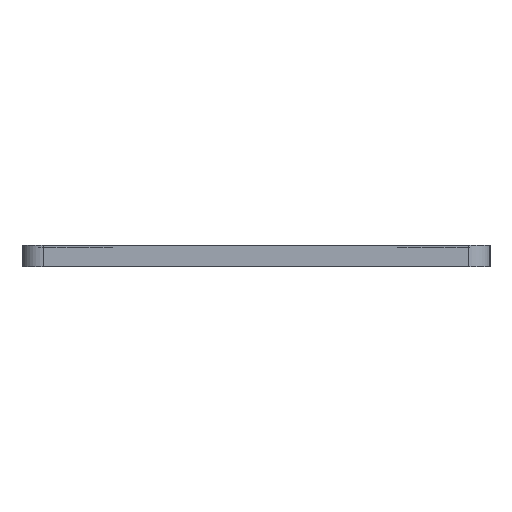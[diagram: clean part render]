
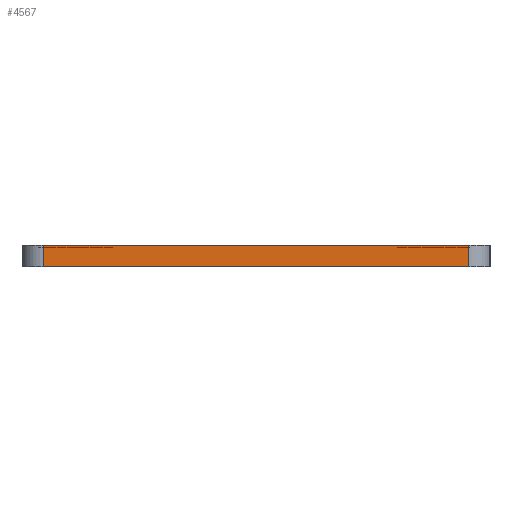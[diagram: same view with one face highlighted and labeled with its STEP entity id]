
A CAD part, left-side view. The second image highlights one B-rep face of the part: STEP entity #4567.
In plain terms, the highlighted planar face has unit normal (-1, 0, 0).
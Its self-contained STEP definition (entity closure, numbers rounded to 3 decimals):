
#73 = PLANE('',#74);
#74 = AXIS2_PLACEMENT_3D('',#75,#76,#77);
#75 = CARTESIAN_POINT('',(218.5,21.975,-2.));
#76 = DIRECTION('',(0.,0.,1.));
#77 = DIRECTION('',(1.,0.,-0.));
#132 = PLANE('',#133);
#133 = AXIS2_PLACEMENT_3D('',#134,#135,#136);
#134 = CARTESIAN_POINT('',(218.5,21.975,0.));
#135 = DIRECTION('',(0.,0.,1.));
#136 = DIRECTION('',(1.,0.,-0.));
#169 = CYLINDRICAL_SURFACE('',#170,2.);
#170 = AXIS2_PLACEMENT_3D('',#171,#172,#173);
#171 = CARTESIAN_POINT('',(2.,41.949,0.));
#172 = DIRECTION('',(-0.,0.,1.));
#173 = DIRECTION('',(1.,0.,-0.));
#306 = VERTEX_POINT('',#307);
#307 = CARTESIAN_POINT('',(0.,41.949,0.));
#333 = EDGE_CURVE('',#334,#306,#336,.T.);
#334 = VERTEX_POINT('',#335);
#335 = CARTESIAN_POINT('',(0.,2.,0.));
#336 = SURFACE_CURVE('',#337,(#341,#348),.PCURVE_S1.);
#337 = LINE('',#338,#339);
#338 = CARTESIAN_POINT('',(0.,2.,0.));
#339 = VECTOR('',#340,1.);
#340 = DIRECTION('',(0.,1.,0.));
#341 = PCURVE('',#132,#342);
#342 = DEFINITIONAL_REPRESENTATION('',(#343),#347);
#343 = LINE('',#344,#345);
#344 = CARTESIAN_POINT('',(-218.5,-19.975));
#345 = VECTOR('',#346,1.);
#346 = DIRECTION('',(0.,1.));
#347 = ( GEOMETRIC_REPRESENTATION_CONTEXT(2) 
PARAMETRIC_REPRESENTATION_CONTEXT() REPRESENTATION_CONTEXT('2D SPACE',''
  ) );
#348 = PCURVE('',#349,#354);
#349 = PLANE('',#350);
#350 = AXIS2_PLACEMENT_3D('',#351,#352,#353);
#351 = CARTESIAN_POINT('',(0.,2.,0.));
#352 = DIRECTION('',(1.,-0.,0.));
#353 = DIRECTION('',(0.,1.,0.));
#354 = DEFINITIONAL_REPRESENTATION('',(#355),#359);
#355 = LINE('',#356,#357);
#356 = CARTESIAN_POINT('',(0.,0.));
#357 = VECTOR('',#358,1.);
#358 = DIRECTION('',(1.,0.));
#359 = ( GEOMETRIC_REPRESENTATION_CONTEXT(2) 
PARAMETRIC_REPRESENTATION_CONTEXT() REPRESENTATION_CONTEXT('2D SPACE',''
  ) );
#382 = CYLINDRICAL_SURFACE('',#383,2.);
#383 = AXIS2_PLACEMENT_3D('',#384,#385,#386);
#384 = CARTESIAN_POINT('',(2.,2.,0.));
#385 = DIRECTION('',(-0.,0.,1.));
#386 = DIRECTION('',(1.,0.,-0.));
#2617 = VERTEX_POINT('',#2618);
#2618 = CARTESIAN_POINT('',(0.,41.949,-2.));
#2644 = EDGE_CURVE('',#2645,#2617,#2647,.T.);
#2645 = VERTEX_POINT('',#2646);
#2646 = CARTESIAN_POINT('',(0.,2.,-2.));
#2647 = SURFACE_CURVE('',#2648,(#2652,#2659),.PCURVE_S1.);
#2648 = LINE('',#2649,#2650);
#2649 = CARTESIAN_POINT('',(0.,2.,-2.));
#2650 = VECTOR('',#2651,1.);
#2651 = DIRECTION('',(0.,1.,0.));
#2652 = PCURVE('',#73,#2653);
#2653 = DEFINITIONAL_REPRESENTATION('',(#2654),#2658);
#2654 = LINE('',#2655,#2656);
#2655 = CARTESIAN_POINT('',(-218.5,-19.975));
#2656 = VECTOR('',#2657,1.);
#2657 = DIRECTION('',(0.,1.));
#2658 = ( GEOMETRIC_REPRESENTATION_CONTEXT(2) 
PARAMETRIC_REPRESENTATION_CONTEXT() REPRESENTATION_CONTEXT('2D SPACE',''
  ) );
#2659 = PCURVE('',#349,#2660);
#2660 = DEFINITIONAL_REPRESENTATION('',(#2661),#2665);
#2661 = LINE('',#2662,#2663);
#2662 = CARTESIAN_POINT('',(0.,-2.));
#2663 = VECTOR('',#2664,1.);
#2664 = DIRECTION('',(1.,0.));
#2665 = ( GEOMETRIC_REPRESENTATION_CONTEXT(2) 
PARAMETRIC_REPRESENTATION_CONTEXT() REPRESENTATION_CONTEXT('2D SPACE',''
  ) );
#4517 = EDGE_CURVE('',#306,#2617,#4518,.T.);
#4518 = SURFACE_CURVE('',#4519,(#4523,#4530),.PCURVE_S1.);
#4519 = LINE('',#4520,#4521);
#4520 = CARTESIAN_POINT('',(0.,41.949,0.));
#4521 = VECTOR('',#4522,1.);
#4522 = DIRECTION('',(0.,0.,-1.));
#4523 = PCURVE('',#169,#4524);
#4524 = DEFINITIONAL_REPRESENTATION('',(#4525),#4529);
#4525 = LINE('',#4526,#4527);
#4526 = CARTESIAN_POINT('',(-3.142,0.));
#4527 = VECTOR('',#4528,1.);
#4528 = DIRECTION('',(-0.,-1.));
#4529 = ( GEOMETRIC_REPRESENTATION_CONTEXT(2) 
PARAMETRIC_REPRESENTATION_CONTEXT() REPRESENTATION_CONTEXT('2D SPACE',''
  ) );
#4530 = PCURVE('',#349,#4531);
#4531 = DEFINITIONAL_REPRESENTATION('',(#4532),#4536);
#4532 = LINE('',#4533,#4534);
#4533 = CARTESIAN_POINT('',(39.949,0.));
#4534 = VECTOR('',#4535,1.);
#4535 = DIRECTION('',(0.,-1.));
#4536 = ( GEOMETRIC_REPRESENTATION_CONTEXT(2) 
PARAMETRIC_REPRESENTATION_CONTEXT() REPRESENTATION_CONTEXT('2D SPACE',''
  ) );
#4567 = ADVANCED_FACE('',(#4568),#349,.F.);
#4568 = FACE_BOUND('',#4569,.F.);
#4569 = EDGE_LOOP('',(#4570,#4591,#4592,#4593));
#4570 = ORIENTED_EDGE('',*,*,#4571,.T.);
#4571 = EDGE_CURVE('',#334,#2645,#4572,.T.);
#4572 = SURFACE_CURVE('',#4573,(#4577,#4584),.PCURVE_S1.);
#4573 = LINE('',#4574,#4575);
#4574 = CARTESIAN_POINT('',(0.,2.,0.));
#4575 = VECTOR('',#4576,1.);
#4576 = DIRECTION('',(0.,0.,-1.));
#4577 = PCURVE('',#349,#4578);
#4578 = DEFINITIONAL_REPRESENTATION('',(#4579),#4583);
#4579 = LINE('',#4580,#4581);
#4580 = CARTESIAN_POINT('',(0.,0.));
#4581 = VECTOR('',#4582,1.);
#4582 = DIRECTION('',(0.,-1.));
#4583 = ( GEOMETRIC_REPRESENTATION_CONTEXT(2) 
PARAMETRIC_REPRESENTATION_CONTEXT() REPRESENTATION_CONTEXT('2D SPACE',''
  ) );
#4584 = PCURVE('',#382,#4585);
#4585 = DEFINITIONAL_REPRESENTATION('',(#4586),#4590);
#4586 = LINE('',#4587,#4588);
#4587 = CARTESIAN_POINT('',(-3.142,0.));
#4588 = VECTOR('',#4589,1.);
#4589 = DIRECTION('',(-0.,-1.));
#4590 = ( GEOMETRIC_REPRESENTATION_CONTEXT(2) 
PARAMETRIC_REPRESENTATION_CONTEXT() REPRESENTATION_CONTEXT('2D SPACE',''
  ) );
#4591 = ORIENTED_EDGE('',*,*,#2644,.T.);
#4592 = ORIENTED_EDGE('',*,*,#4517,.F.);
#4593 = ORIENTED_EDGE('',*,*,#333,.F.);
